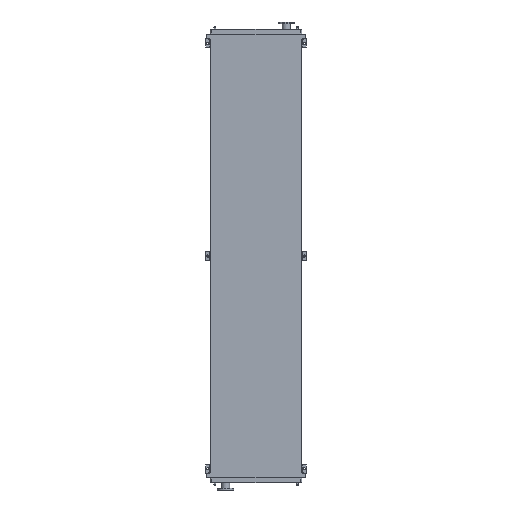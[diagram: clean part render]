
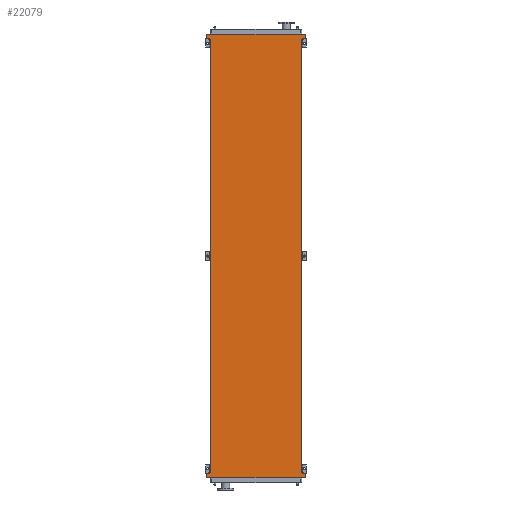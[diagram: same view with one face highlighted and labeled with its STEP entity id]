
A CAD part, front view. The second image highlights one B-rep face of the part: STEP entity #22079.
In plain terms, the highlighted planar face has unit normal (0, -1, 0).
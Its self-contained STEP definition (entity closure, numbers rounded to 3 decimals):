
#446 = EDGE_CURVE ( 'NONE', #810, #4825, #12093, .T. ) ;
#593 = ORIENTED_EDGE ( 'NONE', *, *, #11994, .F. ) ;
#796 = VECTOR ( 'NONE', #24145, 1000. ) ;
#810 = VERTEX_POINT ( 'NONE', #21288 ) ;
#966 = VECTOR ( 'NONE', #19722, 1000. ) ;
#1050 = DIRECTION ( 'NONE',  ( -0.655, 0., 0.755 ) ) ;
#1552 = LINE ( 'NONE', #10399, #966 ) ;
#1606 = DIRECTION ( 'NONE',  ( 0.655, 0., -0.755 ) ) ;
#1718 = CARTESIAN_POINT ( 'NONE',  ( -651., 0., -5745. ) ) ;
#2043 = VERTEX_POINT ( 'NONE', #6625 ) ;
#2289 = DIRECTION ( 'NONE',  ( 0.655, 0., 0.755 ) ) ;
#2769 = EDGE_CURVE ( 'NONE', #11515, #8943, #10568, .T. ) ;
#2808 = EDGE_LOOP ( 'NONE', ( #7788, #13244, #12848, #10212, #11275, #21176, #593, #18995, #8993, #17357, #16473, #22479 ) ) ;
#3819 = VERTEX_POINT ( 'NONE', #23446 ) ;
#4825 = VERTEX_POINT ( 'NONE', #22617 ) ;
#4969 = LINE ( 'NONE', #19949, #8766 ) ;
#5068 = LINE ( 'NONE', #17132, #8866 ) ;
#5564 = EDGE_CURVE ( 'NONE', #2043, #3819, #21891, .T. ) ;
#6139 = EDGE_CURVE ( 'NONE', #810, #11955, #20695, .T. ) ;
#6351 = VECTOR ( 'NONE', #10598, 1000. ) ;
#6625 = CARTESIAN_POINT ( 'NONE',  ( -651., 0., 53. ) ) ;
#7230 = CARTESIAN_POINT ( 'NONE',  ( 605., 0., -5650. ) ) ;
#7558 = VERTEX_POINT ( 'NONE', #23410 ) ;
#7788 = ORIENTED_EDGE ( 'NONE', *, *, #6139, .T. ) ;
#7993 = VECTOR ( 'NONE', #15959, 1000. ) ;
#8231 = CARTESIAN_POINT ( 'NONE',  ( 651., 0., 95. ) ) ;
#8483 = CARTESIAN_POINT ( 'NONE',  ( -605., 0., -5650. ) ) ;
#8527 = LINE ( 'NONE', #13477, #9132 ) ;
#8730 = DIRECTION ( 'NONE',  ( 0., 0., -1. ) ) ;
#8766 = VECTOR ( 'NONE', #8730, 1000. ) ;
#8866 = VECTOR ( 'NONE', #15276, 1000. ) ;
#8905 = FACE_OUTER_BOUND ( 'NONE', #2808, .T. ) ;
#8943 = VERTEX_POINT ( 'NONE', #20329 ) ;
#8993 = ORIENTED_EDGE ( 'NONE', *, *, #2769, .F. ) ;
#9132 = VECTOR ( 'NONE', #2289, 1000. ) ;
#9675 = EDGE_CURVE ( 'NONE', #18874, #11515, #5068, .T. ) ;
#10212 = ORIENTED_EDGE ( 'NONE', *, *, #23002, .F. ) ;
#10213 = CARTESIAN_POINT ( 'NONE',  ( 651., 0., 95. ) ) ;
#10399 = CARTESIAN_POINT ( 'NONE',  ( 651., 0., 53. ) ) ;
#10568 = LINE ( 'NONE', #14482, #15581 ) ;
#10598 = DIRECTION ( 'NONE',  ( 0., 0., 1. ) ) ;
#10736 = LINE ( 'NONE', #21807, #6351 ) ;
#11196 = LINE ( 'NONE', #23434, #20558 ) ;
#11235 = DIRECTION ( 'NONE',  ( 0., 0., -1. ) ) ;
#11275 = ORIENTED_EDGE ( 'NONE', *, *, #5564, .F. ) ;
#11515 = VERTEX_POINT ( 'NONE', #1718 ) ;
#11673 = CARTESIAN_POINT ( 'NONE',  ( -651., 0., 53. ) ) ;
#11803 = VECTOR ( 'NONE', #23513, 1000. ) ;
#11813 = VERTEX_POINT ( 'NONE', #8231 ) ;
#11955 = VERTEX_POINT ( 'NONE', #17964 ) ;
#11994 = EDGE_CURVE ( 'NONE', #24225, #21363, #10736, .T. ) ;
#12093 = LINE ( 'NONE', #7230, #23203 ) ;
#12315 = CARTESIAN_POINT ( 'NONE',  ( -651., 0., 95. ) ) ;
#12503 = VECTOR ( 'NONE', #22880, 1000. ) ;
#12848 = ORIENTED_EDGE ( 'NONE', *, *, #22933, .F. ) ;
#13244 = ORIENTED_EDGE ( 'NONE', *, *, #14800, .F. ) ;
#13477 = CARTESIAN_POINT ( 'NONE',  ( -651., 0., -5703. ) ) ;
#13557 = LINE ( 'NONE', #10213, #7993 ) ;
#13586 = CARTESIAN_POINT ( 'NONE',  ( 651., 0., -5745. ) ) ;
#14482 = CARTESIAN_POINT ( 'NONE',  ( -651., 0., -5745. ) ) ;
#14800 = EDGE_CURVE ( 'NONE', #7558, #11955, #1552, .T. ) ;
#14967 = PLANE ( 'NONE',  #15963 ) ;
#15070 = EDGE_CURVE ( 'NONE', #21363, #2043, #11196, .T. ) ;
#15276 = DIRECTION ( 'NONE',  ( -1., 0., 0. ) ) ;
#15581 = VECTOR ( 'NONE', #16361, 1000. ) ;
#15959 = DIRECTION ( 'NONE',  ( 0., 0., -1. ) ) ;
#15963 = AXIS2_PLACEMENT_3D ( 'NONE', #18684, #22453, #11235 ) ;
#16361 = DIRECTION ( 'NONE',  ( 0., 0., 1. ) ) ;
#16473 = ORIENTED_EDGE ( 'NONE', *, *, #16599, .F. ) ;
#16599 = EDGE_CURVE ( 'NONE', #4825, #18874, #4969, .T. ) ;
#17132 = CARTESIAN_POINT ( 'NONE',  ( 651., 0., -5745. ) ) ;
#17357 = ORIENTED_EDGE ( 'NONE', *, *, #9675, .F. ) ;
#17821 = CARTESIAN_POINT ( 'NONE',  ( -605., 0., 0. ) ) ;
#17964 = CARTESIAN_POINT ( 'NONE',  ( 605., 0., 0. ) ) ;
#18523 = CARTESIAN_POINT ( 'NONE',  ( 605., 0., -5650. ) ) ;
#18684 = CARTESIAN_POINT ( 'NONE',  ( -605., 0., -5650. ) ) ;
#18874 = VERTEX_POINT ( 'NONE', #13586 ) ;
#18995 = ORIENTED_EDGE ( 'NONE', *, *, #23948, .F. ) ;
#19722 = DIRECTION ( 'NONE',  ( -0.655, 0., -0.755 ) ) ;
#19949 = CARTESIAN_POINT ( 'NONE',  ( 651., 0., -5703. ) ) ;
#20329 = CARTESIAN_POINT ( 'NONE',  ( -651., 0., -5703. ) ) ;
#20558 = VECTOR ( 'NONE', #1050, 1000. ) ;
#20695 = LINE ( 'NONE', #18523, #796 ) ;
#21176 = ORIENTED_EDGE ( 'NONE', *, *, #15070, .F. ) ;
#21288 = CARTESIAN_POINT ( 'NONE',  ( 605., 0., -5650. ) ) ;
#21363 = VERTEX_POINT ( 'NONE', #17821 ) ;
#21748 = LINE ( 'NONE', #12315, #11803 ) ;
#21807 = CARTESIAN_POINT ( 'NONE',  ( -605., 0., -5650. ) ) ;
#21891 = LINE ( 'NONE', #11673, #12503 ) ;
#22079 = ADVANCED_FACE ( 'NONE', ( #8905 ), #14967, .T. ) ;
#22453 = DIRECTION ( 'NONE',  ( 0., -1., 0. ) ) ;
#22479 = ORIENTED_EDGE ( 'NONE', *, *, #446, .F. ) ;
#22617 = CARTESIAN_POINT ( 'NONE',  ( 651., 0., -5703. ) ) ;
#22880 = DIRECTION ( 'NONE',  ( 0., 0., 1. ) ) ;
#22933 = EDGE_CURVE ( 'NONE', #11813, #7558, #13557, .T. ) ;
#23002 = EDGE_CURVE ( 'NONE', #3819, #11813, #21748, .T. ) ;
#23203 = VECTOR ( 'NONE', #1606, 1000. ) ;
#23410 = CARTESIAN_POINT ( 'NONE',  ( 651., 0., 53. ) ) ;
#23434 = CARTESIAN_POINT ( 'NONE',  ( -605., 0., 0. ) ) ;
#23446 = CARTESIAN_POINT ( 'NONE',  ( -651., 0., 95. ) ) ;
#23513 = DIRECTION ( 'NONE',  ( 1., 0., 0. ) ) ;
#23948 = EDGE_CURVE ( 'NONE', #8943, #24225, #8527, .T. ) ;
#24145 = DIRECTION ( 'NONE',  ( 0., 0., 1. ) ) ;
#24225 = VERTEX_POINT ( 'NONE', #8483 ) ;
